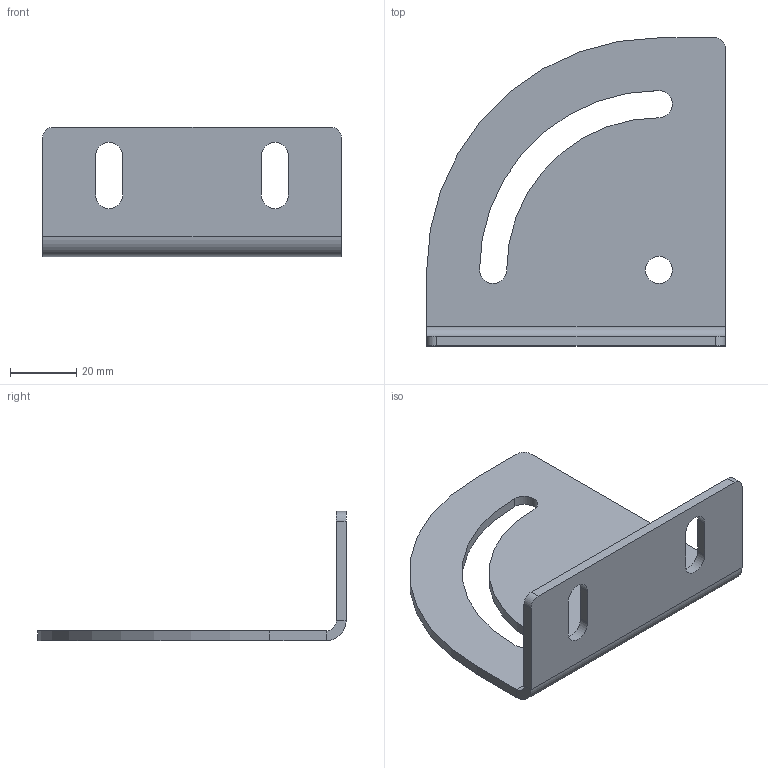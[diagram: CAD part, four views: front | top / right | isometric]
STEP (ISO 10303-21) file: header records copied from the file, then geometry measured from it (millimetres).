
FILE_DESCRIPTION (( 'STEP AP214' ), '1' );
FILE_NAME ('A423 Ðåãóëèðîâî÷íûé êðîíøòåéí äëÿ ïîëîê 40, 45, 50 ïðàâûé.STEP', '2020-10-05T12:29:30', ( 'Windows User' ), ( '' ), 'SwSTEP 2.0', 'SolidWorks 2020', '' );
FILE_SCHEMA (( 'AUTOMOTIVE_DESIGN' ));
Length unit declared in the file: millimetre
Products named in the file (1): A423 Ðåãóëèðîâî÷íûé êðîíøòåéí äëÿ ïîëîê 40, 45, 50 ïðàâûé
Bounding box: 90 x 93 x 39 mm (x, y, z)
Volume: 27990.1 mm3; surface area: 20782.7 mm2
Topology: 1 solids, 1 shells, 32 faces, 82 edges, 52 vertices
Faces by surface type: cylinder 16, plane 16
Entity records: 1024 total; most frequent: DIRECTION 180, CARTESIAN_POINT 167, ORIENTED_EDGE 164, EDGE_CURVE 82, AXIS2_PLACEMENT_3D 65, VERTEX_POINT 52, LINE 50, VECTOR 50
